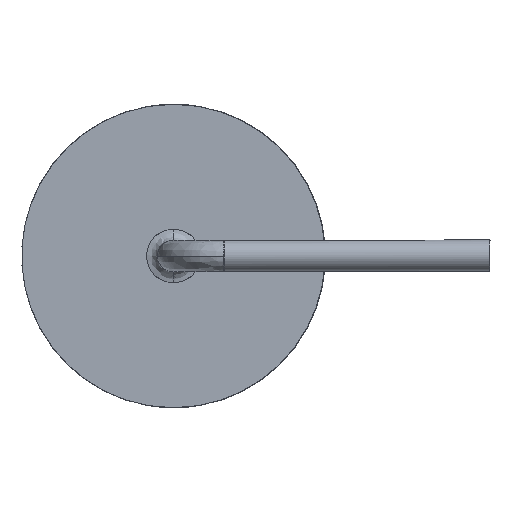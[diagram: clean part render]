
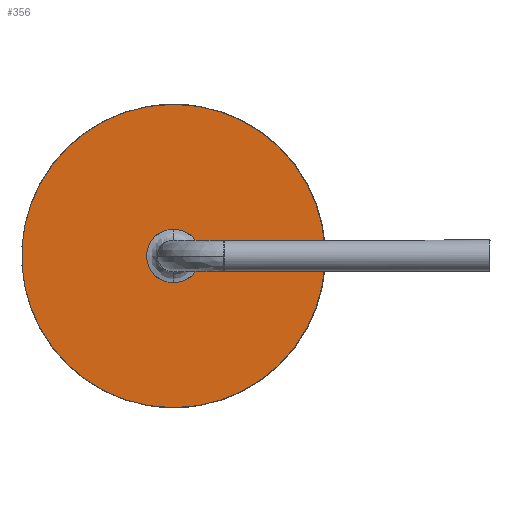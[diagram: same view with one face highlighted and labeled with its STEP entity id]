
A CAD part, left-side view. The second image highlights one B-rep face of the part: STEP entity #356.
In plain terms, the highlighted planar face has unit normal (1, 0, 0).
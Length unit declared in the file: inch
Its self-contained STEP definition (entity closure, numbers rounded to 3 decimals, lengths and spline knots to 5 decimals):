
#12=FACE_BOUND('',#418,.T.);
#14=PLANE('',#987);
#356=ADVANCED_FACE('',(#386,#12),#14,.T.);
#386=FACE_OUTER_BOUND('',#417,.T.);
#417=EDGE_LOOP('',(#473,#474));
#418=EDGE_LOOP('',(#475,#476));
#473=ORIENTED_EDGE('',*,*,#597,.T.);
#474=ORIENTED_EDGE('',*,*,#598,.T.);
#475=ORIENTED_EDGE('',*,*,#600,.T.);
#476=ORIENTED_EDGE('',*,*,#599,.T.);
#597=EDGE_CURVE('',#845,#846,#721,.T.);
#598=EDGE_CURVE('',#846,#845,#722,.T.);
#599=EDGE_CURVE('',#847,#848,#723,.T.);
#600=EDGE_CURVE('',#848,#847,#724,.T.);
#721=(
BOUNDED_CURVE()
B_SPLINE_CURVE(2,(#1258,#1259,#1260,#1261,#1262),.UNSPECIFIED.,.F.,.F.)
B_SPLINE_CURVE_WITH_KNOTS((3,2,3),(0.,0.23562,0.47124),
 .UNSPECIFIED.)
CURVE()
GEOMETRIC_REPRESENTATION_ITEM()
RATIONAL_B_SPLINE_CURVE((1.,0.707,1.,0.707,1.))
REPRESENTATION_ITEM('')
);
#722=(
BOUNDED_CURVE()
B_SPLINE_CURVE(2,(#1263,#1264,#1265,#1266,#1267),.UNSPECIFIED.,.F.,.F.)
B_SPLINE_CURVE_WITH_KNOTS((3,2,3),(0.,0.23562,0.47124),
 .UNSPECIFIED.)
CURVE()
GEOMETRIC_REPRESENTATION_ITEM()
RATIONAL_B_SPLINE_CURVE((1.,0.707,1.,0.707,1.))
REPRESENTATION_ITEM('')
);
#723=(
BOUNDED_CURVE()
B_SPLINE_CURVE(3,(#1268,#1269,#1270,#1271),.UNSPECIFIED.,.F.,.F.)
B_SPLINE_CURVE_WITH_KNOTS((4,4),(-0.159,0.),.UNSPECIFIED.)
CURVE()
GEOMETRIC_REPRESENTATION_ITEM()
RATIONAL_B_SPLINE_CURVE((1.,0.333,0.333,1.))
REPRESENTATION_ITEM('')
);
#724=(
BOUNDED_CURVE()
B_SPLINE_CURVE(3,(#1272,#1273,#1274,#1275),.UNSPECIFIED.,.F.,.F.)
B_SPLINE_CURVE_WITH_KNOTS((4,4),(-0.159,0.),.UNSPECIFIED.)
CURVE()
GEOMETRIC_REPRESENTATION_ITEM()
RATIONAL_B_SPLINE_CURVE((1.,0.333,0.333,1.))
REPRESENTATION_ITEM('')
);
#845=VERTEX_POINT('',#1254);
#846=VERTEX_POINT('',#1255);
#847=VERTEX_POINT('',#1256);
#848=VERTEX_POINT('',#1257);
#987=AXIS2_PLACEMENT_3D('',#1253,#994,$);
#994=DIRECTION('',(1.,0.,0.));
#1253=CARTESIAN_POINT('',(-0.04125,-0.78022,-0.78036));
#1254=CARTESIAN_POINT('',(-0.04157,0.00014,0.15));
#1255=CARTESIAN_POINT('',(-0.04157,0.00014,-0.15));
#1256=CARTESIAN_POINT('',(-0.04157,0.00014,-0.0265));
#1257=CARTESIAN_POINT('',(-0.04157,0.00014,0.0265));
#1258=CARTESIAN_POINT('',(-0.04157,0.00014,0.15));
#1259=CARTESIAN_POINT('',(-0.04151,-0.14986,0.15));
#1260=CARTESIAN_POINT('',(-0.04151,-0.14986,0.));
#1261=CARTESIAN_POINT('',(-0.04151,-0.14986,-0.15));
#1262=CARTESIAN_POINT('',(-0.04157,0.00014,-0.15));
#1263=CARTESIAN_POINT('',(-0.04157,0.00014,-0.15));
#1264=CARTESIAN_POINT('',(-0.04163,0.15014,-0.15));
#1265=CARTESIAN_POINT('',(-0.04163,0.15014,0.));
#1266=CARTESIAN_POINT('',(-0.04163,0.15014,0.15));
#1267=CARTESIAN_POINT('',(-0.04157,0.00014,0.15));
#1268=CARTESIAN_POINT('',(-0.04157,0.00014,-0.0265));
#1269=CARTESIAN_POINT('',(-0.04155,-0.05286,-0.0265));
#1270=CARTESIAN_POINT('',(-0.04155,-0.05286,0.0265));
#1271=CARTESIAN_POINT('',(-0.04157,0.00014,0.0265));
#1272=CARTESIAN_POINT('',(-0.04157,0.00014,0.0265));
#1273=CARTESIAN_POINT('',(-0.04159,0.05314,0.0265));
#1274=CARTESIAN_POINT('',(-0.04159,0.05314,-0.0265));
#1275=CARTESIAN_POINT('',(-0.04157,0.00014,-0.0265));
